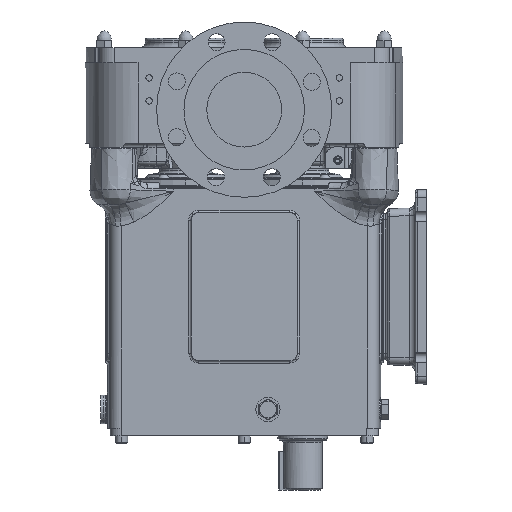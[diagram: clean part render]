
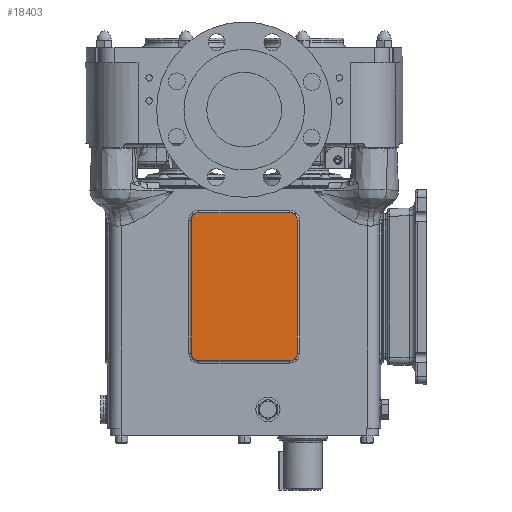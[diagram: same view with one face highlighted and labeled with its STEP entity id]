
A CAD part, left-side view. The second image highlights one B-rep face of the part: STEP entity #18403.
In plain terms, the highlighted planar face has unit normal (-1, 0, 0).
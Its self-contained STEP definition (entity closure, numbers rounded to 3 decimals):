
#1247 = CARTESIAN_POINT ( 'NONE',  ( -98., -59.181, -134.143 ) ) ;
#2101 = CARTESIAN_POINT ( 'NONE',  ( -98., 59.181, -134.143 ) ) ;
#2297 = CARTESIAN_POINT ( 'NONE',  ( -98., 69.175, -144.137 ) ) ;
#3014 = PLANE ( 'NONE',  #50382 ) ;
#3244 = ORIENTED_EDGE ( 'NONE', *, *, #23366, .F. ) ;
#4145 = CARTESIAN_POINT ( 'NONE',  ( -98., -69.175, -317.498 ) ) ;
#4255 = CARTESIAN_POINT ( 'NONE',  ( -98., 59.181, -327.492 ) ) ;
#5619 = CARTESIAN_POINT ( 'NONE',  ( -98., -69.175, -144.137 ) ) ;
#8276 = VERTEX_POINT ( 'NONE', #56074 ) ;
#9583 = VECTOR ( 'NONE', #26207, 1000. ) ;
#9864 = ORIENTED_EDGE ( 'NONE', *, *, #57682, .T. ) ;
#10874 = CARTESIAN_POINT ( 'NONE',  ( -98., -69.175, -138.281 ) ) ;
#11403 = VERTEX_POINT ( 'NONE', #4255 ) ;
#11872 = LINE ( 'NONE', #49893, #9583 ) ;
#14141 = CARTESIAN_POINT ( 'NONE',  ( -98., -59.181, -134.143 ) ) ;
#15536 = CARTESIAN_POINT ( 'NONE',  ( -98., -65.036, -134.143 ) ) ;
#16069 = DIRECTION ( 'NONE',  ( 0., -1., 0. ) ) ;
#17305 = CARTESIAN_POINT ( 'NONE',  ( -98., 90., -415.5 ) ) ;
#17394 = EDGE_CURVE ( 'NONE', #53536, #54277, #20165, .T. ) ;
#17409 = DIRECTION ( 'NONE',  ( 0., 1., 0. ) ) ;
#17873 = CARTESIAN_POINT ( 'NONE',  ( -98., 59.181, -134.143 ) ) ;
#18403 = ADVANCED_FACE ( 'NONE', ( #59395 ), #3014, .F. ) ;
#20165 = LINE ( 'NONE', #39776, #33480 ) ;
#21927 = CARTESIAN_POINT ( 'NONE',  ( -98., -69.175, -317.498 ) ) ;
#22616 = LINE ( 'NONE', #37300, #22749 ) ;
#22695 = VERTEX_POINT ( 'NONE', #21927 ) ;
#22749 = VECTOR ( 'NONE', #45689, 1000. ) ;
#23366 = EDGE_CURVE ( 'NONE', #8276, #30446, #22616, .T. ) ;
#23785 = CARTESIAN_POINT ( 'NONE',  ( -98., 69.175, -317.498 ) ) ;
#26008 =( BOUNDED_CURVE ( )  B_SPLINE_CURVE ( 3, ( #17873, #36926, #42513, #46864 ),
 .UNSPECIFIED., .F., .F. ) 
 B_SPLINE_CURVE_WITH_KNOTS ( ( 4, 4 ),
 ( 5.498, 7.068 ),
 .UNSPECIFIED. ) 
 CURVE ( )  GEOMETRIC_REPRESENTATION_ITEM ( )  RATIONAL_B_SPLINE_CURVE ( ( 1., 0.805, 0.805, 1. ) ) 
 REPRESENTATION_ITEM ( '' )  );
#26207 = DIRECTION ( 'NONE',  ( 0., 0., -1. ) ) ;
#26514 = VERTEX_POINT ( 'NONE', #40884 ) ;
#27012 = EDGE_CURVE ( 'NONE', #59339, #11403, #41424, .T. ) ;
#27500 = CARTESIAN_POINT ( 'NONE',  ( -98., -59.181, -327.492 ) ) ;
#27608 = ORIENTED_EDGE ( 'NONE', *, *, #41014, .T. ) ;
#28175 = CARTESIAN_POINT ( 'NONE',  ( -98., 69.175, -323.354 ) ) ;
#28431 = CARTESIAN_POINT ( 'NONE',  ( -98., -65.036, -327.492 ) ) ;
#29938 = ORIENTED_EDGE ( 'NONE', *, *, #54715, .T. ) ;
#30446 = VERTEX_POINT ( 'NONE', #2297 ) ;
#31668 = DIRECTION ( 'NONE',  ( 1., 0., 0. ) ) ;
#32335 = EDGE_LOOP ( 'NONE', ( #39830, #3244, #27608, #36750, #29938, #60616, #9864, #50072 ) ) ;
#32430 =( BOUNDED_CURVE ( )  B_SPLINE_CURVE ( 3, ( #23785, #28175, #38151, #52782 ),
 .UNSPECIFIED., .F., .T. ) 
 B_SPLINE_CURVE_WITH_KNOTS ( ( 4, 4 ),
 ( 5.498, 7.068 ),
 .UNSPECIFIED. ) 
 CURVE ( )  GEOMETRIC_REPRESENTATION_ITEM ( )  RATIONAL_B_SPLINE_CURVE ( ( 1., 0.805, 0.805, 1. ) ) 
 REPRESENTATION_ITEM ( '' )  );
#33480 = VECTOR ( 'NONE', #16069, 1000. ) ;
#35429 = DIRECTION ( 'NONE',  ( 0., 0., -1. ) ) ;
#36750 = ORIENTED_EDGE ( 'NONE', *, *, #27012, .F. ) ;
#36926 = CARTESIAN_POINT ( 'NONE',  ( -98., 65.036, -134.143 ) ) ;
#37300 = CARTESIAN_POINT ( 'NONE',  ( -98., 69.175, -327.317 ) ) ;
#38151 = CARTESIAN_POINT ( 'NONE',  ( -98., 65.036, -327.492 ) ) ;
#39401 =( BOUNDED_CURVE ( )  B_SPLINE_CURVE ( 3, ( #5619, #10874, #15536, #1247 ),
 .UNSPECIFIED., .F., .F. ) 
 B_SPLINE_CURVE_WITH_KNOTS ( ( 4, 4 ),
 ( 5.498, 7.068 ),
 .UNSPECIFIED. ) 
 CURVE ( )  GEOMETRIC_REPRESENTATION_ITEM ( )  RATIONAL_B_SPLINE_CURVE ( ( 1., 0.805, 0.805, 1. ) ) 
 REPRESENTATION_ITEM ( '' )  );
#39776 = CARTESIAN_POINT ( 'NONE',  ( -98., 69., -134.143 ) ) ;
#39830 = ORIENTED_EDGE ( 'NONE', *, *, #40897, .T. ) ;
#40884 = CARTESIAN_POINT ( 'NONE',  ( -98., -69.175, -144.137 ) ) ;
#40897 = EDGE_CURVE ( 'NONE', #53536, #30446, #26008, .T. ) ;
#41014 = EDGE_CURVE ( 'NONE', #8276, #11403, #32430, .T. ) ;
#41424 = LINE ( 'NONE', #41732, #54848 ) ;
#41732 = CARTESIAN_POINT ( 'NONE',  ( -98., 69., -327.492 ) ) ;
#42513 = CARTESIAN_POINT ( 'NONE',  ( -98., 69.175, -138.281 ) ) ;
#45689 = DIRECTION ( 'NONE',  ( 0., 0., 1. ) ) ;
#46864 = CARTESIAN_POINT ( 'NONE',  ( -98., 69.175, -144.137 ) ) ;
#49893 = CARTESIAN_POINT ( 'NONE',  ( -98., -69.175, -327.317 ) ) ;
#50072 = ORIENTED_EDGE ( 'NONE', *, *, #17394, .F. ) ;
#50382 = AXIS2_PLACEMENT_3D ( 'NONE', #17305, #31668, #35429 ) ;
#51187 = CARTESIAN_POINT ( 'NONE',  ( -98., -69.175, -323.354 ) ) ;
#52782 = CARTESIAN_POINT ( 'NONE',  ( -98., 59.181, -327.492 ) ) ;
#53536 = VERTEX_POINT ( 'NONE', #2101 ) ;
#54277 = VERTEX_POINT ( 'NONE', #14141 ) ;
#54715 = EDGE_CURVE ( 'NONE', #59339, #22695, #56158, .T. ) ;
#54848 = VECTOR ( 'NONE', #17409, 1000. ) ;
#56074 = CARTESIAN_POINT ( 'NONE',  ( -98., 69.175, -317.498 ) ) ;
#56158 =( BOUNDED_CURVE ( )  B_SPLINE_CURVE ( 3, ( #27500, #28431, #51187, #4145 ),
 .UNSPECIFIED., .F., .T. ) 
 B_SPLINE_CURVE_WITH_KNOTS ( ( 4, 4 ),
 ( 5.498, 7.068 ),
 .UNSPECIFIED. ) 
 CURVE ( )  GEOMETRIC_REPRESENTATION_ITEM ( )  RATIONAL_B_SPLINE_CURVE ( ( 1., 0.805, 0.805, 1. ) ) 
 REPRESENTATION_ITEM ( '' )  );
#57682 = EDGE_CURVE ( 'NONE', #26514, #54277, #39401, .T. ) ;
#59186 = EDGE_CURVE ( 'NONE', #26514, #22695, #11872, .T. ) ;
#59339 = VERTEX_POINT ( 'NONE', #61422 ) ;
#59395 = FACE_OUTER_BOUND ( 'NONE', #32335, .T. ) ;
#60616 = ORIENTED_EDGE ( 'NONE', *, *, #59186, .F. ) ;
#61422 = CARTESIAN_POINT ( 'NONE',  ( -98., -59.181, -327.492 ) ) ;
